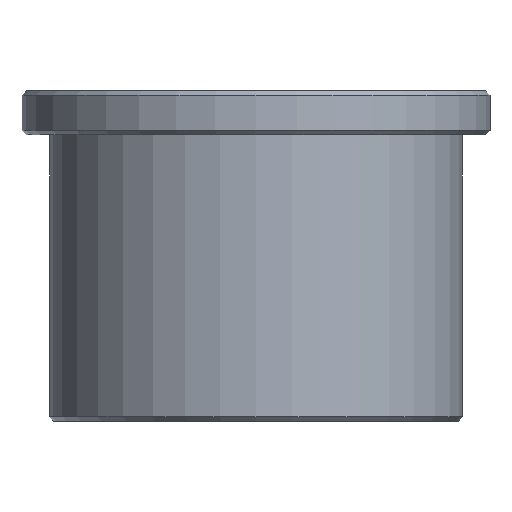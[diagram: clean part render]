
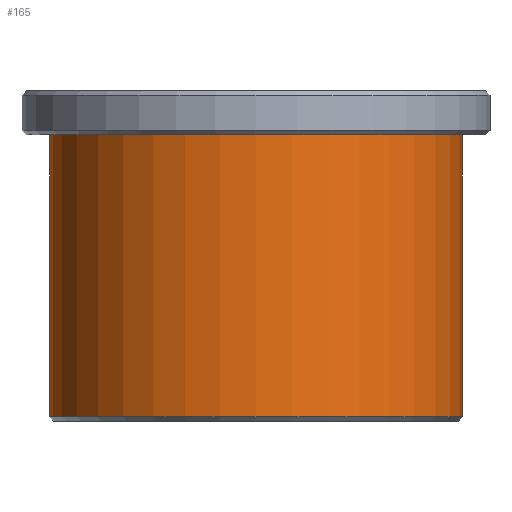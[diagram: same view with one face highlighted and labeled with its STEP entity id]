
A CAD part, front view. The second image highlights one B-rep face of the part: STEP entity #165.
In plain terms, the highlighted cylindrical face has radius 37.5 mm (diameter 75 mm), a full revolution.
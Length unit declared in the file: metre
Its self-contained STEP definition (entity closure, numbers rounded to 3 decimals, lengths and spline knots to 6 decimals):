
#165=ADVANCED_FACE('',(#204,#205),#206,.T.);
#204=FACE_OUTER_BOUND('',#4773,.T.);
#205=FACE_OUTER_BOUND('',#4774,.T.);
#206=CYLINDRICAL_SURFACE('',#4775,0.0375);
#4773=EDGE_LOOP('',(#9377));
#4774=EDGE_LOOP('',(#9378));
#4775=AXIS2_PLACEMENT_3D('',#9379,#9380,#9381);
#9377=ORIENTED_EDGE('',*,*,#9417,.T.);
#9378=ORIENTED_EDGE('',*,*,#9416,.F.);
#9379=CARTESIAN_POINT('',(0.0,0.0,0.0));
#9380=DIRECTION('',(0.0,0.,-1.0));
#9381=DIRECTION('',(0.0,1.0,0.));
#9416=EDGE_CURVE('',#9455,#9455,#9456,.T.);
#9417=EDGE_CURVE('',#9457,#9457,#9458,.T.);
#9455=VERTEX_POINT('',#9621);
#9456=CIRCLE('',#9622,0.0375);
#9457=VERTEX_POINT('',#9623);
#9458=CIRCLE('',#9624,0.0375);
#9621=CARTESIAN_POINT('',(0.0,0.0375,0.0008));
#9622=AXIS2_PLACEMENT_3D('',#9667,#9668,#9669);
#9623=CARTESIAN_POINT('',(0.0,0.0375,0.052));
#9624=AXIS2_PLACEMENT_3D('',#9670,#9671,#9672);
#9667=CARTESIAN_POINT('',(0.0,0.0,0.0008));
#9668=DIRECTION('',(0.0,0.,-1.0));
#9669=DIRECTION('',(0.0,1.0,0.));
#9670=CARTESIAN_POINT('',(0.0,0.0,0.052));
#9671=DIRECTION('',(0.0,0.,-1.0));
#9672=DIRECTION('',(0.0,1.0,0.));
